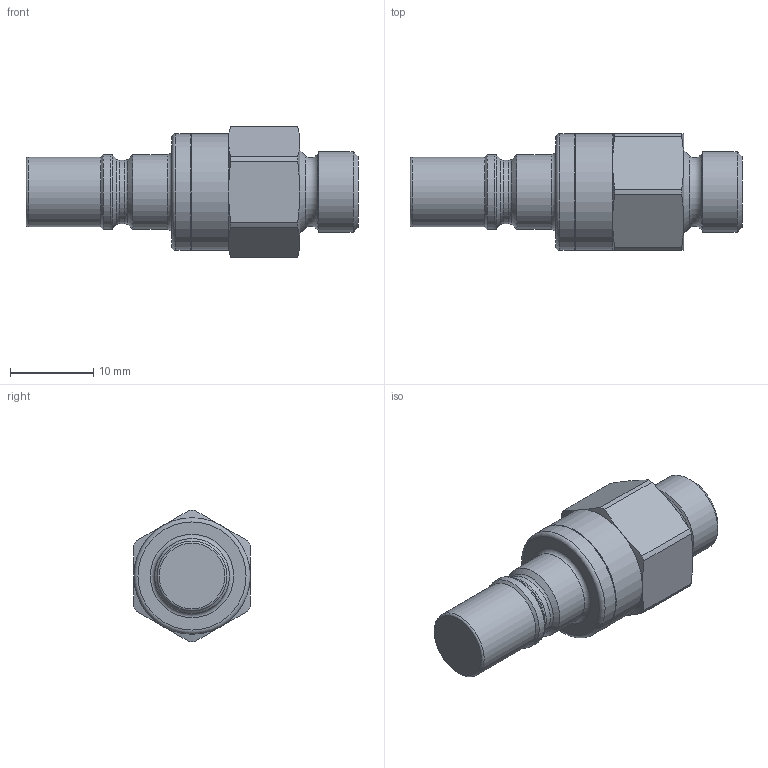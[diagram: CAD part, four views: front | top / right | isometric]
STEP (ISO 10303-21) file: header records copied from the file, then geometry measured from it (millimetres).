
FILE_DESCRIPTION((''),'2;1');
FILE_NAME('204slaw10evx.stp','2014-07-14T16:40:47',('AS035480'),(''),'Autodesk Inventor 2013','Autodesk Inventor 2013','');
FILE_SCHEMA(('AUTOMOTIVE_DESIGN { 1 0 10303 214 1 1 1 1 }'));
Length unit declared in the file: millimetre
Products named in the file (1): D111058
Bounding box: 39.9 x 14 x 15.8 mm (x, y, z)
Volume: 3533 mm3; surface area: 2945 mm2
Topology: 1 solids, 5 shells, 76 faces, 157 edges, 91 vertices
Faces by surface type: cone 24, cylinder 23, plane 16, torus 13
Full cylindrical faces by diameter (mm): 6.67 x2, 7.6 x2, 8.4 x1, 9 x2, 9.4 x1, 9.728 x1, 10.35 x1, 10.45 x1, 11.4 x2, 12 x2, 14 x2
Entity records: 1822 total; most frequent: CARTESIAN_POINT 321, DIRECTION 314, ORIENTED_EDGE 220, AXIS2_PLACEMENT_3D 151, EDGE_LOOP 126, EDGE_CURVE 110, VERTEX_POINT 86, FACE_OUTER_BOUND 76
